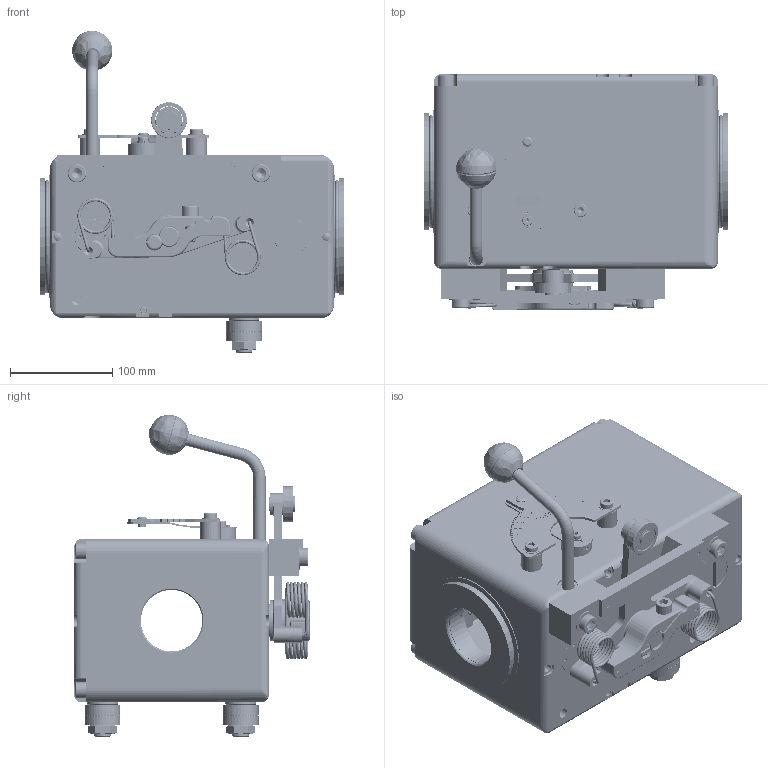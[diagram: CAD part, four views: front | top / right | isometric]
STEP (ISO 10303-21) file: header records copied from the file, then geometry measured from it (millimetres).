
FILE_DESCRIPTION (( 'STEP AP214' ), '1' );
FILE_NAME ('RG4-60-0MCRF Drehrichtung rechts.STEP', '2019-10-18T06:59:05', ( '' ), ( '' ), 'SwSTEP 2.0', 'SolidWorks 2019', '' );
FILE_SCHEMA (( 'AUTOMOTIVE_DESIGN' ));
Length unit declared in the file: millimetre
Products named in the file (1): RG4-60-0MCRF Drehrichtung rechts
Bounding box: 297 x 230 x 315.43 mm (x, y, z)
Volume: 3695144.7 mm3; surface area: 885012.7 mm2
Topology: 164 solids, 164 shells, 3766 faces, 9514 edges, 5876 vertices
Faces by surface type: plane 1318, cylinder 1289, cone 417, bspline 378, torus 236, sphere 128
Entity records: 173214 total; most frequent: CARTESIAN_POINT 40849, DIRECTION 19010, ORIENTED_EDGE 18432, EDGE_CURVE 9216, AXIS2_PLACEMENT_3D 7440, VERTEX_POINT 5876, EDGE_LOOP 4190, LINE 4130
